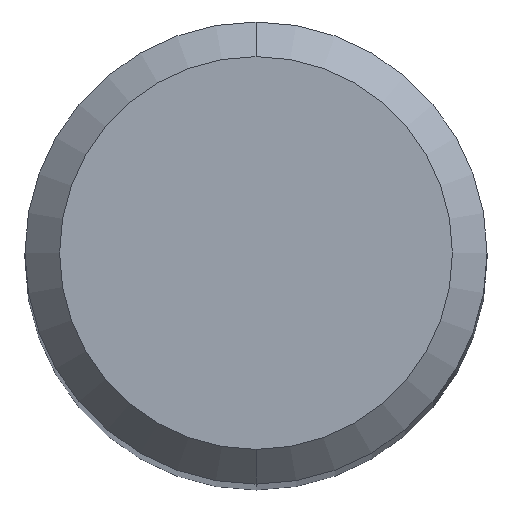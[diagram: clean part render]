
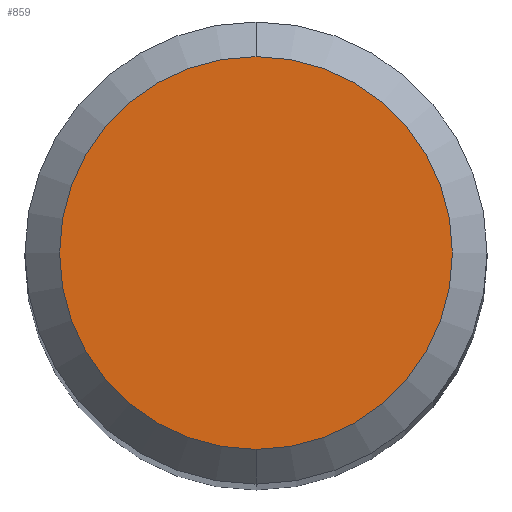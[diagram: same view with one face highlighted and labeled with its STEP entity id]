
A CAD part, top view. The second image highlights one B-rep face of the part: STEP entity #859.
In plain terms, the highlighted planar face has unit normal (0, 0, 1).
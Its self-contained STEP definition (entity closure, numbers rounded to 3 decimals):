
#417=EDGE_CURVE('',#793,#939,#1084,.T.);
#793=VERTEX_POINT('',#1490);
#825=EDGE_CURVE('',#939,#793,#1522,.T.);
#859=ADVANCED_FACE('',(#1560),#1561,.T.);
#939=VERTEX_POINT('',#1651);
#1084=CIRCLE('',#2090,1.7);
#1490=CARTESIAN_POINT('',(0.0,1.7,0.0));
#1522=CIRCLE('',#4022,1.7);
#1560=FACE_OUTER_BOUND('',#4098,.T.);
#1561=PLANE('',#4099);
#1651=CARTESIAN_POINT('',(0.,-1.7,0.0));
#2090=AXIS2_PLACEMENT_3D('',#4799,#4800,#4801);
#4022=AXIS2_PLACEMENT_3D('',#5209,#5210,#5211);
#4098=EDGE_LOOP('',(#5250,#5251));
#4099=AXIS2_PLACEMENT_3D('',#5252,#5253,#5254);
#4799=CARTESIAN_POINT('',(0.0,0.0,0.0));
#4800=DIRECTION('',(0.0,0.0,-1.0));
#4801=DIRECTION('',(0.0,1.0,0.0));
#5209=CARTESIAN_POINT('',(0.0,0.0,0.0));
#5210=DIRECTION('',(0.0,0.0,-1.0));
#5211=DIRECTION('',(0.0,1.0,0.0));
#5250=ORIENTED_EDGE('',*,*,#417,.F.);
#5251=ORIENTED_EDGE('',*,*,#825,.F.);
#5252=CARTESIAN_POINT('',(0.0,0.85,0.0));
#5253=DIRECTION('',(-0.0,0.0,1.0));
#5254=DIRECTION('',(0.0,-1.0,0.0));
